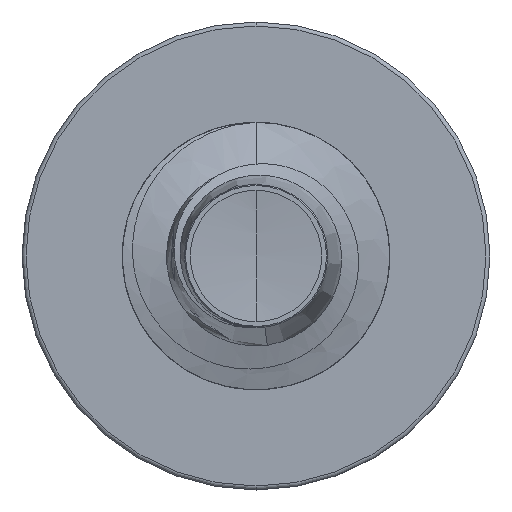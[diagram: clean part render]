
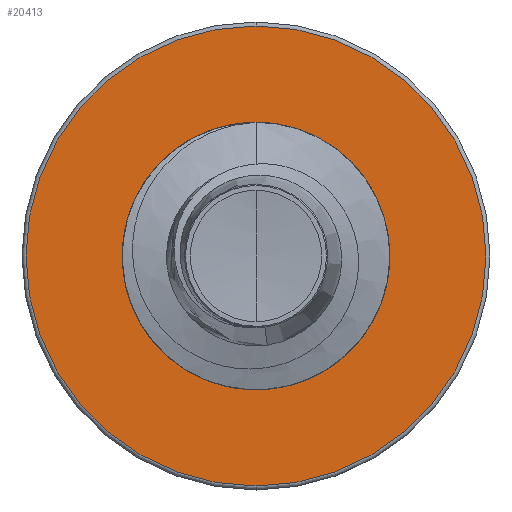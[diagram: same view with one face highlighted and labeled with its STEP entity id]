
A CAD part, front view. The second image highlights one B-rep face of the part: STEP entity #20413.
In plain terms, the highlighted planar face has unit normal (0, -1, 0).
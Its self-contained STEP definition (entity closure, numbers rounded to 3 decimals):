
#138 = CIRCLE ( 'NONE', #4778, 2.842 ) ;
#582 = FACE_OUTER_BOUND ( 'NONE', #2668, .T. ) ;
#697 = ORIENTED_EDGE ( 'NONE', *, *, #19708, .T. ) ;
#1547 = VERTEX_POINT ( 'NONE', #25544 ) ;
#2266 = DIRECTION ( 'NONE',  ( 0., 0., 1. ) ) ;
#2274 = DIRECTION ( 'NONE',  ( 0., 1., 0. ) ) ;
#2305 = CARTESIAN_POINT ( 'NONE',  ( 0., 35., 0. ) ) ;
#2668 = EDGE_LOOP ( 'NONE', ( #19772, #25540 ) ) ;
#3123 = DIRECTION ( 'NONE',  ( 0., 0., 1. ) ) ;
#3131 = DIRECTION ( 'NONE',  ( 0., 1., 0. ) ) ;
#3279 = CARTESIAN_POINT ( 'NONE',  ( 0., 35., -2.842 ) ) ;
#3294 = CARTESIAN_POINT ( 'NONE',  ( 0., 35., -5.16 ) ) ;
#3325 = PLANE ( 'NONE',  #5959 ) ;
#4778 = AXIS2_PLACEMENT_3D ( 'NONE', #27209, #14043, #29148 ) ;
#5285 = AXIS2_PLACEMENT_3D ( 'NONE', #24028, #10217, #26131 ) ;
#5959 = AXIS2_PLACEMENT_3D ( 'NONE', #3279, #3131, #3123 ) ;
#6568 = AXIS2_PLACEMENT_3D ( 'NONE', #2305, #2274, #2266 ) ;
#7753 = ORIENTED_EDGE ( 'NONE', *, *, #21611, .T. ) ;
#7915 = CARTESIAN_POINT ( 'NONE',  ( 0., 35., -2.842 ) ) ;
#8082 = VERTEX_POINT ( 'NONE', #21546 ) ;
#10217 = DIRECTION ( 'NONE',  ( 0., 1., 0. ) ) ;
#10263 = DIRECTION ( 'NONE',  ( 0., 0., 1. ) ) ;
#10288 = DIRECTION ( 'NONE',  ( 0., 1., 0. ) ) ;
#10301 = CARTESIAN_POINT ( 'NONE',  ( 0., 35., 0. ) ) ;
#12827 = CIRCLE ( 'NONE', #25525, 5.16 ) ;
#14043 = DIRECTION ( 'NONE',  ( 0., 1., 0. ) ) ;
#18049 = EDGE_CURVE ( 'NONE', #29064, #1547, #12827, .T. ) ;
#18360 = VERTEX_POINT ( 'NONE', #7915 ) ;
#19708 = EDGE_CURVE ( 'NONE', #8082, #18360, #23787, .T. ) ;
#19772 = ORIENTED_EDGE ( 'NONE', *, *, #20994, .F. ) ;
#20413 = ADVANCED_FACE ( 'NONE', ( #582, #30021 ), #3325, .F. ) ;
#20994 = EDGE_CURVE ( 'NONE', #1547, #29064, #22080, .T. ) ;
#21546 = CARTESIAN_POINT ( 'NONE',  ( 0., 35., 2.842 ) ) ;
#21611 = EDGE_CURVE ( 'NONE', #18360, #8082, #138, .T. ) ;
#22080 = CIRCLE ( 'NONE', #5285, 5.16 ) ;
#23787 = CIRCLE ( 'NONE', #6568, 2.842 ) ;
#24028 = CARTESIAN_POINT ( 'NONE',  ( 0., 35., 0. ) ) ;
#25525 = AXIS2_PLACEMENT_3D ( 'NONE', #10301, #10288, #10263 ) ;
#25540 = ORIENTED_EDGE ( 'NONE', *, *, #18049, .F. ) ;
#25544 = CARTESIAN_POINT ( 'NONE',  ( 0., 35., 5.16 ) ) ;
#26131 = DIRECTION ( 'NONE',  ( 0., 0., 1. ) ) ;
#27089 = EDGE_LOOP ( 'NONE', ( #697, #7753 ) ) ;
#27209 = CARTESIAN_POINT ( 'NONE',  ( 0., 35., 0. ) ) ;
#29064 = VERTEX_POINT ( 'NONE', #3294 ) ;
#29148 = DIRECTION ( 'NONE',  ( 0., 0., 1. ) ) ;
#30021 = FACE_BOUND ( 'NONE', #27089, .T. ) ;
